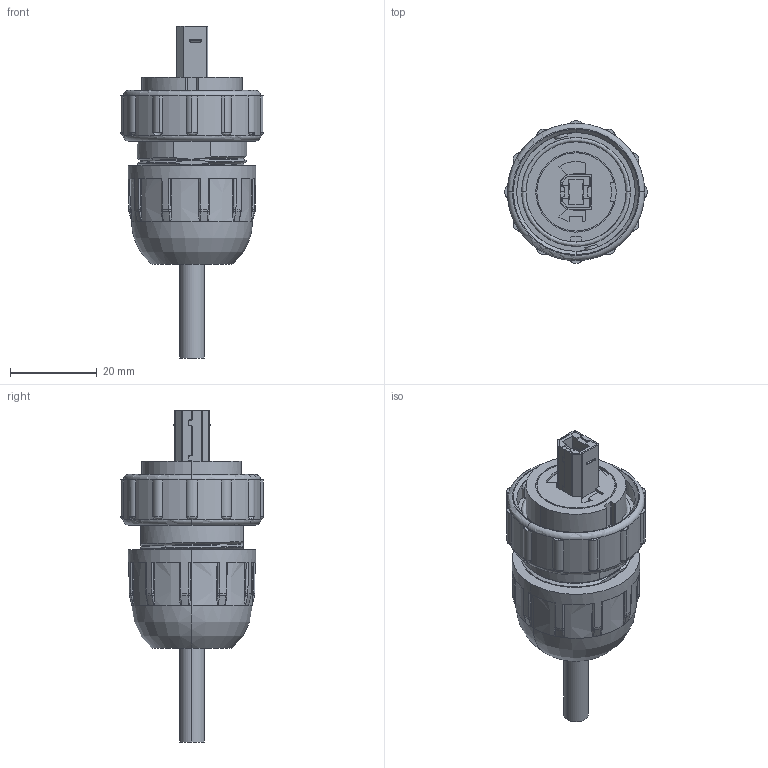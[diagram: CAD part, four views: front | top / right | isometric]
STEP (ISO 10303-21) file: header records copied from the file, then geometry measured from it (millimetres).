
FILE_DESCRIPTION (( 'STEP AP203' ), '1' );
FILE_NAME ('DCC-USBBB-150.STEP', '2013-09-26T14:10:24', ( '80FBPBF1' ), ( '' ), 'SwSTEP 2.0', 'SolidWorks 2012', '' );
FILE_SCHEMA (( 'CONFIG_CONTROL_DESIGN' ));
Length unit declared in the file: millimetre
Products named in the file (1): DCC-USBBB-150
Bounding box: 33.01 x 33.02 x 76.76 mm (x, y, z)
Volume: 26302.6 mm3; surface area: 7744 mm2
Topology: 1 solids, 2 shells, 367 faces, 1017 edges, 643 vertices
Faces by surface type: plane 148, cylinder 92, bspline 73, torus 32, cone 18, sphere 4
Entity records: 14384 total; most frequent: CARTESIAN_POINT 5548, ORIENTED_EDGE 1972, DIRECTION 1691, EDGE_CURVE 986, VERTEX_POINT 640, AXIS2_PLACEMENT_3D 631, VECTOR 429, LINE 429
